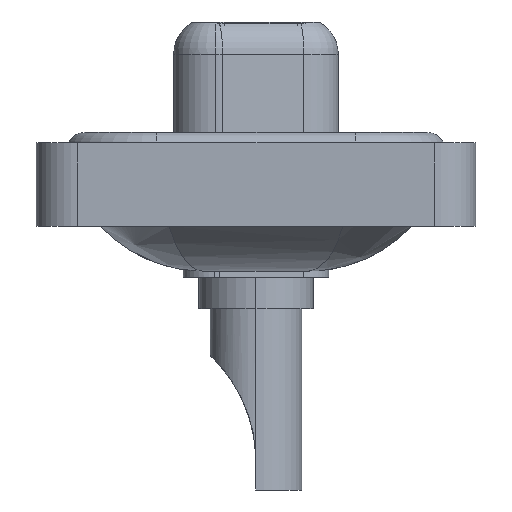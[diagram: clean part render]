
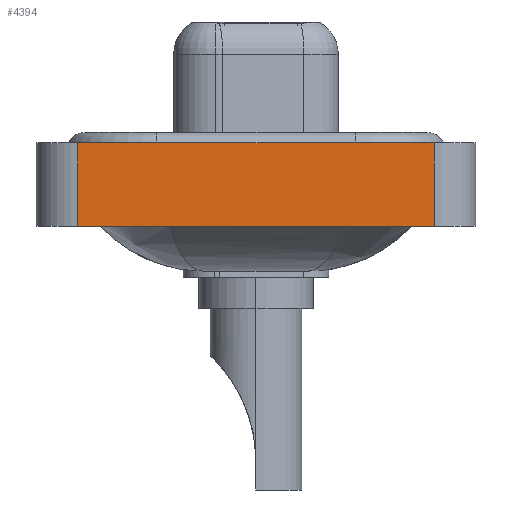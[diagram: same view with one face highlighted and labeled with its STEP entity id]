
A CAD part, left-side view. The second image highlights one B-rep face of the part: STEP entity #4394.
In plain terms, the highlighted planar face has unit normal (-1, 0, 0).
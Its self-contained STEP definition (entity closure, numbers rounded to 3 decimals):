
#99 = ORIENTED_EDGE ( 'NONE', *, *, #13065, .T. ) ;
#363 = VECTOR ( 'NONE', #17447, 1000. ) ;
#889 = CARTESIAN_POINT ( 'NONE',  ( -7.3, -8.55, -3.6 ) ) ;
#1441 = VECTOR ( 'NONE', #8102, 1000. ) ;
#2182 = CARTESIAN_POINT ( 'NONE',  ( -7.3, -8.55, -3.6 ) ) ;
#2374 = DIRECTION ( 'NONE',  ( 0., 0., 1. ) ) ;
#2465 = CARTESIAN_POINT ( 'NONE',  ( -7.3, 8.55, -3.6 ) ) ;
#2481 = CARTESIAN_POINT ( 'NONE',  ( -7.3, -8.55, -3.6 ) ) ;
#3004 = VERTEX_POINT ( 'NONE', #10516 ) ;
#3404 = ORIENTED_EDGE ( 'NONE', *, *, #14764, .T. ) ;
#3947 = PLANE ( 'NONE',  #14529 ) ;
#4394 = ADVANCED_FACE ( 'NONE', ( #12234 ), #3947, .T. ) ;
#5352 = CARTESIAN_POINT ( 'NONE',  ( -7.3, -8.55, -3.6 ) ) ;
#7540 = LINE ( 'NONE', #2182, #17375 ) ;
#7978 = ORIENTED_EDGE ( 'NONE', *, *, #8477, .F. ) ;
#8102 = DIRECTION ( 'NONE',  ( 0., -1., 0. ) ) ;
#8147 = VERTEX_POINT ( 'NONE', #16551 ) ;
#8269 = LINE ( 'NONE', #2481, #1441 ) ;
#8477 = EDGE_CURVE ( 'NONE', #3004, #8147, #15020, .T. ) ;
#9396 = DIRECTION ( 'NONE',  ( -1., 0., 0. ) ) ;
#9504 = CARTESIAN_POINT ( 'NONE',  ( -7.3, -8.55, 0.4 ) ) ;
#10516 = CARTESIAN_POINT ( 'NONE',  ( -7.3, 8.55, -3.6 ) ) ;
#10808 = ORIENTED_EDGE ( 'NONE', *, *, #13510, .F. ) ;
#12097 = VERTEX_POINT ( 'NONE', #12252 ) ;
#12192 = EDGE_LOOP ( 'NONE', ( #3404, #10808, #7978, #99 ) ) ;
#12234 = FACE_OUTER_BOUND ( 'NONE', #12192, .T. ) ;
#12252 = CARTESIAN_POINT ( 'NONE',  ( -7.3, -8.55, 0.4 ) ) ;
#13065 = EDGE_CURVE ( 'NONE', #3004, #16227, #8269, .T. ) ;
#13510 = EDGE_CURVE ( 'NONE', #8147, #12097, #14850, .T. ) ;
#14529 = AXIS2_PLACEMENT_3D ( 'NONE', #5352, #9396, #16333 ) ;
#14764 = EDGE_CURVE ( 'NONE', #16227, #12097, #7540, .T. ) ;
#14850 = LINE ( 'NONE', #9504, #16747 ) ;
#15020 = LINE ( 'NONE', #2465, #363 ) ;
#16227 = VERTEX_POINT ( 'NONE', #889 ) ;
#16261 = DIRECTION ( 'NONE',  ( 0., -1., 0. ) ) ;
#16333 = DIRECTION ( 'NONE',  ( 0., 0., 1. ) ) ;
#16551 = CARTESIAN_POINT ( 'NONE',  ( -7.3, 8.55, 0.4 ) ) ;
#16747 = VECTOR ( 'NONE', #16261, 1000. ) ;
#17375 = VECTOR ( 'NONE', #2374, 1000. ) ;
#17447 = DIRECTION ( 'NONE',  ( 0., 0., 1. ) ) ;
